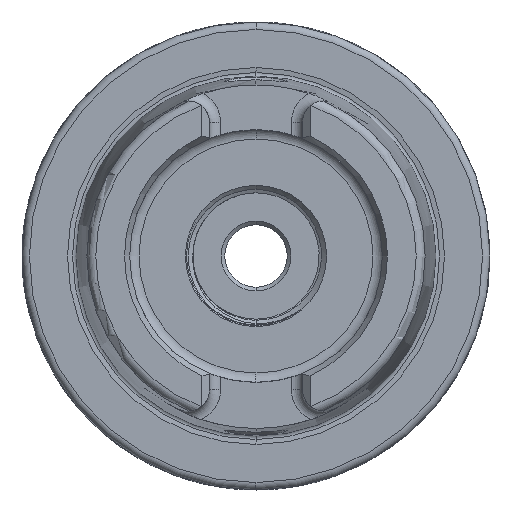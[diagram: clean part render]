
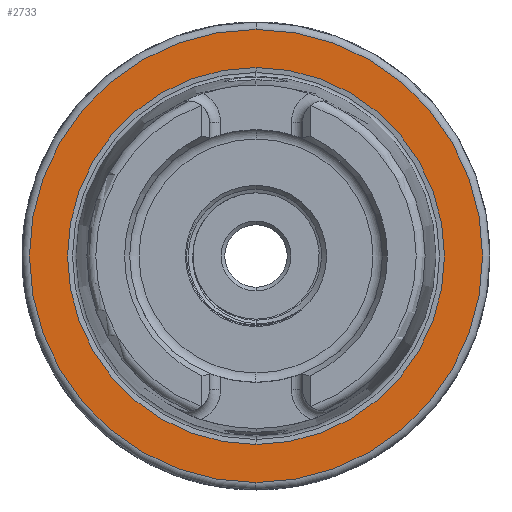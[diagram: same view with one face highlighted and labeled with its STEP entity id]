
A CAD part, left-side view. The second image highlights one B-rep face of the part: STEP entity #2733.
In plain terms, the highlighted planar face has unit normal (-1, 0, 0).
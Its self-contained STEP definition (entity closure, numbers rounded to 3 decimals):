
#301 = EDGE_LOOP ( 'NONE', ( #1158, #1159 ) ) ;
#302 = EDGE_LOOP ( 'NONE', ( #1161, #1160 ) ) ;
#700 = EDGE_CURVE ( 'NONE', #3379, #3378, #3115, .T. ) ;
#711 = EDGE_CURVE ( 'NONE', #1411, #1410, #3121, .T. ) ;
#1158 = ORIENTED_EDGE ( 'NONE', *, *, #700, .T. ) ;
#1159 = ORIENTED_EDGE ( 'NONE', *, *, #2622, .T. ) ;
#1160 = ORIENTED_EDGE ( 'NONE', *, *, #2621, .T. ) ;
#1161 = ORIENTED_EDGE ( 'NONE', *, *, #711, .T. ) ;
#1410 = VERTEX_POINT ( 'NONE', #5857 ) ;
#1411 = VERTEX_POINT ( 'NONE', #5858 ) ;
#2621 = EDGE_CURVE ( 'NONE', #1410, #1411, #3202, .T. ) ;
#2622 = EDGE_CURVE ( 'NONE', #3378, #3379, #3203, .T. ) ;
#2733 = ADVANCED_FACE ( 'NONE', ( #10092, #10095 ), #8418, .T. ) ;
#3115 = CIRCLE ( 'NONE', #4173, 30.5 ) ;
#3121 = CIRCLE ( 'NONE', #5024, 25.369 ) ;
#3202 = CIRCLE ( 'NONE', #6841, 25.369 ) ;
#3203 = CIRCLE ( 'NONE', #6838, 30.5 ) ;
#3378 = VERTEX_POINT ( 'NONE', #18755 ) ;
#3379 = VERTEX_POINT ( 'NONE', #18756 ) ;
#4173 = AXIS2_PLACEMENT_3D ( 'NONE', #4971, #4972, #4973 ) ;
#4971 = CARTESIAN_POINT ( 'NONE',  ( 0., 0., 0. ) ) ;
#4972 = DIRECTION ( 'NONE',  ( -1., 0., 0. ) ) ;
#4973 = DIRECTION ( 'NONE',  ( 0., 0., 1. ) ) ;
#5004 = CARTESIAN_POINT ( 'NONE',  ( 0., 0., 0. ) ) ;
#5005 = DIRECTION ( 'NONE',  ( 1., 0., 0. ) ) ;
#5006 = DIRECTION ( 'NONE',  ( 0., 0., -1. ) ) ;
#5024 = AXIS2_PLACEMENT_3D ( 'NONE', #5004, #5005, #5006 ) ;
#5857 = CARTESIAN_POINT ( 'NONE',  ( 0., 0., -25.369 ) ) ;
#5858 = CARTESIAN_POINT ( 'NONE',  ( 0., 0., 25.369 ) ) ;
#6838 = AXIS2_PLACEMENT_3D ( 'NONE', #7381, #7382, #7383 ) ;
#6841 = AXIS2_PLACEMENT_3D ( 'NONE', #7378, #7379, #7380 ) ;
#7378 = CARTESIAN_POINT ( 'NONE',  ( 0., 0., 0. ) ) ;
#7379 = DIRECTION ( 'NONE',  ( 1., 0., 0. ) ) ;
#7380 = DIRECTION ( 'NONE',  ( 0., 0., -1. ) ) ;
#7381 = CARTESIAN_POINT ( 'NONE',  ( 0., 0., 0. ) ) ;
#7382 = DIRECTION ( 'NONE',  ( -1., 0., 0. ) ) ;
#7383 = DIRECTION ( 'NONE',  ( 0., 0., 1. ) ) ;
#8418 = PLANE ( 'NONE',  #10097 ) ;
#8419 = CARTESIAN_POINT ( 'NONE',  ( 0., 25.369, 0. ) ) ;
#8420 = DIRECTION ( 'NONE',  ( -1., 0., 0. ) ) ;
#8421 = DIRECTION ( 'NONE',  ( 0., 0., 1. ) ) ;
#10092 = FACE_OUTER_BOUND ( 'NONE', #301, .T. ) ;
#10095 = FACE_BOUND ( 'NONE', #302, .T. ) ;
#10097 = AXIS2_PLACEMENT_3D ( 'NONE', #8419, #8420, #8421 ) ;
#18755 = CARTESIAN_POINT ( 'NONE',  ( 0., 0., -30.5 ) ) ;
#18756 = CARTESIAN_POINT ( 'NONE',  ( 0., 0., 30.5 ) ) ;
